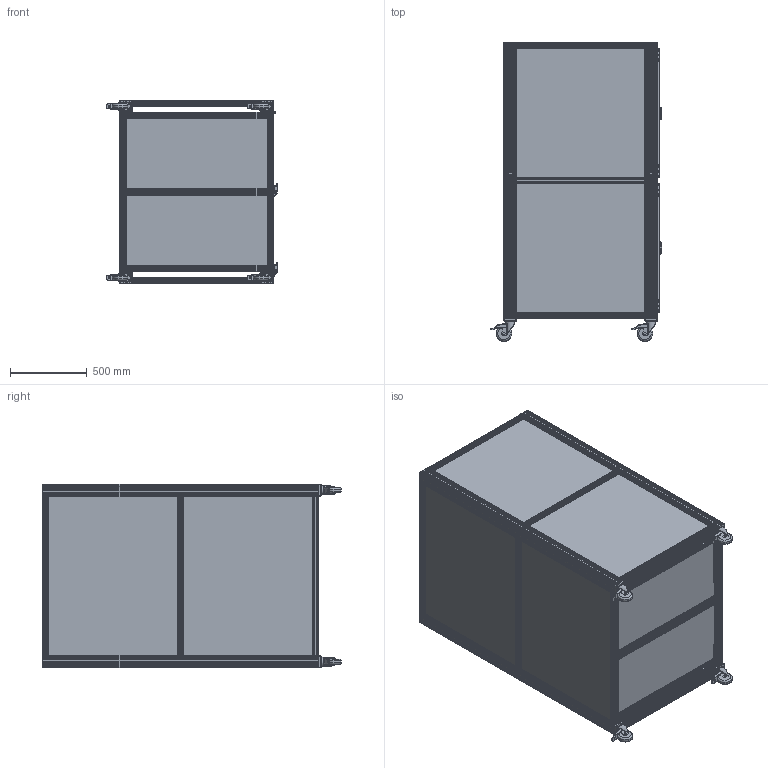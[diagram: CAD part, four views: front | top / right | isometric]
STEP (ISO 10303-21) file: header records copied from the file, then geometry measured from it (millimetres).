
FILE_DESCRIPTION(/* description */ ('Unknown'),/* implementation_level */ '2;1');
FILE_NAME(/* name */ 'KL-98250 2019-08-07',/* time_stamp */ '2019-08-07T11:17:36+02:00',/* author */ ('Unknown'),/* organization */ ('Unknown'),/* preprocessor_version */ 'ST-DEVELOPER v16.7',/* originating_system */ 'DEX',/* authorisation */ $);
FILE_SCHEMA (('AUTOMOTIVE_DESIGN {1 0 10303 214 3 1 1}'));
Products named in the file (23): KL-98250; Profil 8 80x80 leicht _ 0026580 - 1800 mm; Profil 8 40x40 leicht _ 0002633 - 1040 mm; Profil 8 40x40 leicht _ 0002633 - 840 mm; Profil 8 240x40 _ 0047384 - 920 mm; Fußplatte 8 80x80 M12, schwarz _ 0040622 - V1; Lenkrolle D100 Doppelfeststeller _ 0060240 - V1; Acrylglas 4mm XT, klar - 0049209 - 840 mm x 840 mm - 22 - 16 mm; Acrylglas 4mm XT, klar - 0049209 - 1040 mm x 840 mm - 22 - 16 mm; Vollkunststoff 4mm, hellgrau - 0042846 - 840 mm x 840 mm - 22 - 16 mm; Profil 8 40x40 leicht _ 0002633 - 920 mm; Vollkunststoff 4mm, hellgrau - 0042846 - 1040 mm x 840 mm - 22 - 16 m
m; Profil 8 40x40 leicht _ 0002633 - 822 mm; Profil 8 40x40 leicht _ 0002633 - 951 mm; Abdeckkappe 8 40x40 _ 0002601; Scharnierlappenprofil V 8 z leicht _ 0048834 - 40 mm - 1; Scharnierlappenprofil V 8 z leicht _ 0048834 - 755 mm - 1; Scharnier Al leicht, Bolzensatz D6 _ 0062116x42.5_mit Kappen; Acrylglas 4mm XT, klar - 0049209 - 951 mm x 750 mm - 22 - 16 mm; Türschloss 6-8 Zn _ 0048845; Vollkunststoff 4mm, hellgrau - 0042846 - 1038 mm x 920 mm - 0 - 0 mm_
oa_0; Profil 8 40x40 leicht _ 0002633 - 433.5 mm; Vollkunststoff 4mm, hellgrau - 0042846 - 750 mm x 433.5 mm - 22 - 16 
mm
Assembly tree (79 placements, depth 2):
  KL-98250
    Profil 8 80x80 leicht _ 0026580 - 1800 mm  x4
    Profil 8 40x40 leicht _ 0002633 - 1040 mm  x6
    Profil 8 40x40 leicht _ 0002633 - 840 mm  x6
    Profil 8 240x40 _ 0047384 - 920 mm
    Fußplatte 8 80x80 M12, schwarz _ 0040622 - V1  x4
    Lenkrolle D100 Doppelfeststeller _ 0060240 - V1  x4
    Acrylglas 4mm XT, klar - 0049209 - 840 mm x 840 mm - 22 - 16 mm  x2
    Acrylglas 4mm XT, klar - 0049209 - 1040 mm x 840 mm - 22 - 16 mm
    Vollkunststoff 4mm, hellgrau - 0042846 - 840 mm x 840 mm - 22 - 16 mm  x2
    Profil 8 40x40 leicht _ 0002633 - 920 mm  x3
    Vollkunststoff 4mm, hellgrau - 0042846 - 1040 mm x 840 mm - 22 - 16 m
m
    Profil 8 40x40 leicht _ 0002633 - 822 mm  x6
    Profil 8 40x40 leicht _ 0002633 - 951 mm  x2
    Abdeckkappe 8 40x40 _ 0002601  x12
    Scharnierlappenprofil V 8 z leicht _ 0048834 - 40 mm - 1  x6
    Scharnierlappenprofil V 8 z leicht _ 0048834 - 755 mm - 1  x3
    Scharnier Al leicht, Bolzensatz D6 _ 0062116x42.5_mit Kappen  x6
    Acrylglas 4mm XT, klar - 0049209 - 951 mm x 750 mm - 22 - 16 mm
    Türschloss 6-8 Zn _ 0048845  x2
    Vollkunststoff 4mm, hellgrau - 0042846 - 1038 mm x 920 mm - 0 - 0 mm_
oa_0
    Profil 8 40x40 leicht _ 0002633 - 433.5 mm  x4
    Vollkunststoff 4mm, hellgrau - 0042846 - 750 mm x 433.5 mm - 22 - 16 
mm  x2
Bounding box: 1119.99 x 1947.86 x 1200 mm (x, y, z)
Volume: 64945644.5 mm3; surface area: 35385445.2 mm2
Topology: 91 solids, 93 shells, 7232 faces, 20487 edges, 13561 vertices
Faces by surface type: cylinder 3536, plane 3455, torus 140, cone 57, bspline 40, sphere 4
Full cylindrical faces by diameter (mm): 2 x12, 5.6 x12, 6 x12, 6.2 x12, 6.6 x9, 6.8 x49, 7.9 x24, 8 x21, 8.5 x12, 9 x16, 10.106 x4, 11.8 x6, 12 x12, 12.5 x4, 14 x24, 15 x16, 17 x2, 53 x4, 57 x4
Entity records: 68592 total; most frequent: CARTESIAN_POINT 11710, DIRECTION 11644, ORIENTED_EDGE 11146, EDGE_CURVE 5573, AXIS2_PLACEMENT_3D 4031, VERTEX_POINT 3735, LINE 3582, VECTOR 3582
